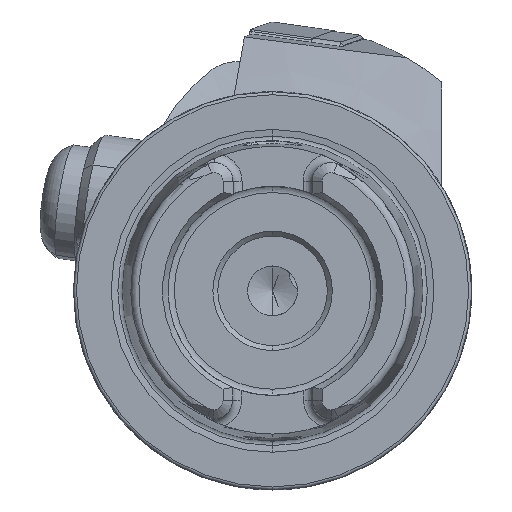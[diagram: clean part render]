
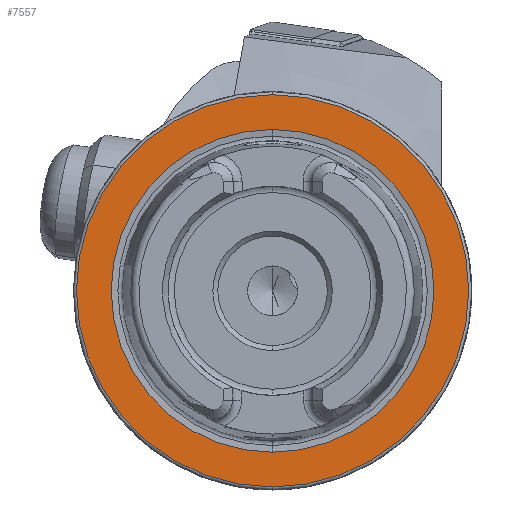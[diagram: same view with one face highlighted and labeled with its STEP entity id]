
A CAD part, left-side view. The second image highlights one B-rep face of the part: STEP entity #7557.
In plain terms, the highlighted planar face has unit normal (-1, 0, 0).
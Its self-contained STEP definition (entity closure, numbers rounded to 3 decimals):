
#45 = DIRECTION ( 'NONE',  ( -1., 0., 0. ) ) ;
#1488 = DIRECTION ( 'NONE',  ( 0., 0., -1. ) ) ;
#2188 = FACE_OUTER_BOUND ( 'NONE', #17723, .T. ) ;
#2280 = DIRECTION ( 'NONE',  ( 0., 0., 1. ) ) ;
#3139 = VERTEX_POINT ( 'NONE', #14562 ) ;
#3629 = CARTESIAN_POINT ( 'NONE',  ( 0., 0., 0. ) ) ;
#4429 = CARTESIAN_POINT ( 'NONE',  ( 0., 0., 19.7 ) ) ;
#4610 = EDGE_CURVE ( 'NONE', #8018, #15873, #13409, .T. ) ;
#4646 = DIRECTION ( 'NONE',  ( 0., 0., 1. ) ) ;
#5102 = DIRECTION ( 'NONE',  ( -1., 0., 0. ) ) ;
#5464 = ORIENTED_EDGE ( 'NONE', *, *, #8832, .F. ) ;
#6945 = CARTESIAN_POINT ( 'NONE',  ( 0., 0., 0. ) ) ;
#7172 = PLANE ( 'NONE',  #16298 ) ;
#7557 = ADVANCED_FACE ( 'NONE', ( #17889, #2188 ), #7172, .F. ) ;
#7582 = VERTEX_POINT ( 'NONE', #9968 ) ;
#8018 = VERTEX_POINT ( 'NONE', #18041 ) ;
#8503 = EDGE_CURVE ( 'NONE', #15873, #8018, #13695, .T. ) ;
#8561 = DIRECTION ( 'NONE',  ( 1., 0., 0. ) ) ;
#8832 = EDGE_CURVE ( 'NONE', #7582, #3139, #15682, .T. ) ;
#9107 = AXIS2_PLACEMENT_3D ( 'NONE', #14039, #45, #9795 ) ;
#9795 = DIRECTION ( 'NONE',  ( 0., 0., 1. ) ) ;
#9867 = ORIENTED_EDGE ( 'NONE', *, *, #4610, .T. ) ;
#9900 = EDGE_CURVE ( 'NONE', #3139, #7582, #14967, .T. ) ;
#9968 = CARTESIAN_POINT ( 'NONE',  ( 0., 0., 16.207 ) ) ;
#11014 = DIRECTION ( 'NONE',  ( -1., 0., 0. ) ) ;
#11423 = AXIS2_PLACEMENT_3D ( 'NONE', #14448, #17197, #4646 ) ;
#11806 = EDGE_LOOP ( 'NONE', ( #5464, #14409 ) ) ;
#12582 = CARTESIAN_POINT ( 'NONE',  ( 0., 19.7, 0. ) ) ;
#13409 = CIRCLE ( 'NONE', #17993, 19.7 ) ;
#13695 = CIRCLE ( 'NONE', #17044, 19.7 ) ;
#14039 = CARTESIAN_POINT ( 'NONE',  ( 0., 0., 0. ) ) ;
#14409 = ORIENTED_EDGE ( 'NONE', *, *, #9900, .F. ) ;
#14448 = CARTESIAN_POINT ( 'NONE',  ( 0., 0., 0. ) ) ;
#14562 = CARTESIAN_POINT ( 'NONE',  ( 0., 0., -16.207 ) ) ;
#14967 = CIRCLE ( 'NONE', #9107, 16.207 ) ;
#15682 = CIRCLE ( 'NONE', #11423, 16.207 ) ;
#15873 = VERTEX_POINT ( 'NONE', #4429 ) ;
#16036 = ORIENTED_EDGE ( 'NONE', *, *, #8503, .T. ) ;
#16298 = AXIS2_PLACEMENT_3D ( 'NONE', #12582, #8561, #1488 ) ;
#16617 = DIRECTION ( 'NONE',  ( 0., 0., 1. ) ) ;
#17044 = AXIS2_PLACEMENT_3D ( 'NONE', #6945, #11014, #16617 ) ;
#17197 = DIRECTION ( 'NONE',  ( -1., 0., 0. ) ) ;
#17723 = EDGE_LOOP ( 'NONE', ( #16036, #9867 ) ) ;
#17889 = FACE_BOUND ( 'NONE', #11806, .T. ) ;
#17993 = AXIS2_PLACEMENT_3D ( 'NONE', #3629, #5102, #2280 ) ;
#18041 = CARTESIAN_POINT ( 'NONE',  ( 0., 0., -19.7 ) ) ;
